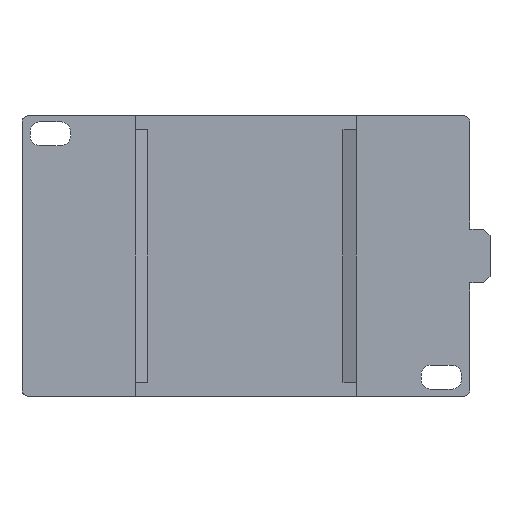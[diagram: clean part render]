
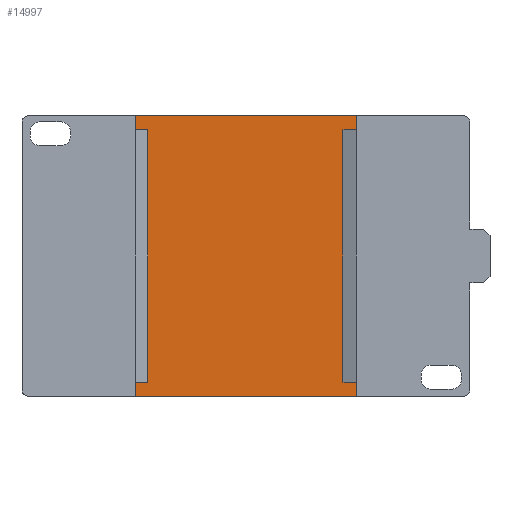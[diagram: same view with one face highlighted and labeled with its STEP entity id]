
A CAD part, front view. The second image highlights one B-rep face of the part: STEP entity #14997.
In plain terms, the highlighted planar face has unit normal (0, -1, 0).
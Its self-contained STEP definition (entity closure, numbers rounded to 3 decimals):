
#1009 = VERTEX_POINT ( 'NONE', #18798 ) ;
#1713 = LINE ( 'NONE', #9762, #13355 ) ;
#1865 = DIRECTION ( 'NONE',  ( 0., 0., 1. ) ) ;
#3995 = PLANE ( 'NONE',  #8900 ) ;
#4396 = VECTOR ( 'NONE', #22030, 1000. ) ;
#5502 = FACE_OUTER_BOUND ( 'NONE', #7965, .T. ) ;
#5526 = EDGE_CURVE ( 'NONE', #7657, #24845, #6556, .T. ) ;
#6556 = LINE ( 'NONE', #21842, #23412 ) ;
#7657 = VERTEX_POINT ( 'NONE', #15774 ) ;
#7965 = EDGE_LOOP ( 'NONE', ( #22107, #22264, #28352, #22350 ) ) ;
#8900 = AXIS2_PLACEMENT_3D ( 'NONE', #28132, #15025, #1865 ) ;
#9762 = CARTESIAN_POINT ( 'NONE',  ( 17.75, 3.5, -26.59 ) ) ;
#12321 = EDGE_CURVE ( 'NONE', #24845, #1009, #21891, .T. ) ;
#13355 = VECTOR ( 'NONE', #25103, 1000. ) ;
#13769 = CARTESIAN_POINT ( 'NONE',  ( -17.75, 3.5, 22.5 ) ) ;
#14997 = ADVANCED_FACE ( 'NONE', ( #5502 ), #3995, .F. ) ;
#15025 = DIRECTION ( 'NONE',  ( 0., 1., 0. ) ) ;
#15774 = CARTESIAN_POINT ( 'NONE',  ( -17.75, 3.5, -22.5 ) ) ;
#16095 = LINE ( 'NONE', #16949, #27745 ) ;
#16949 = CARTESIAN_POINT ( 'NONE',  ( -35.95, 3.5, -22.5 ) ) ;
#18223 = CARTESIAN_POINT ( 'NONE',  ( 17.75, 3.5, -22.5 ) ) ;
#18798 = CARTESIAN_POINT ( 'NONE',  ( 17.75, 3.5, 22.5 ) ) ;
#19143 = DIRECTION ( 'NONE',  ( -1., 0., 0. ) ) ;
#19777 = CARTESIAN_POINT ( 'NONE',  ( -35.95, 3.5, 22.5 ) ) ;
#21842 = CARTESIAN_POINT ( 'NONE',  ( -17.75, 3.5, -26.59 ) ) ;
#21891 = LINE ( 'NONE', #19777, #4396 ) ;
#22030 = DIRECTION ( 'NONE',  ( 1., 0., 0. ) ) ;
#22107 = ORIENTED_EDGE ( 'NONE', *, *, #24936, .T. ) ;
#22264 = ORIENTED_EDGE ( 'NONE', *, *, #12321, .F. ) ;
#22350 = ORIENTED_EDGE ( 'NONE', *, *, #22625, .F. ) ;
#22625 = EDGE_CURVE ( 'NONE', #24859, #7657, #16095, .T. ) ;
#23412 = VECTOR ( 'NONE', #24057, 1000. ) ;
#24057 = DIRECTION ( 'NONE',  ( 0., 0., 1. ) ) ;
#24845 = VERTEX_POINT ( 'NONE', #13769 ) ;
#24859 = VERTEX_POINT ( 'NONE', #18223 ) ;
#24936 = EDGE_CURVE ( 'NONE', #24859, #1009, #1713, .T. ) ;
#25103 = DIRECTION ( 'NONE',  ( 0., 0., 1. ) ) ;
#27745 = VECTOR ( 'NONE', #19143, 1000. ) ;
#28132 = CARTESIAN_POINT ( 'NONE',  ( -17.75, 3.5, -26.59 ) ) ;
#28352 = ORIENTED_EDGE ( 'NONE', *, *, #5526, .F. ) ;
